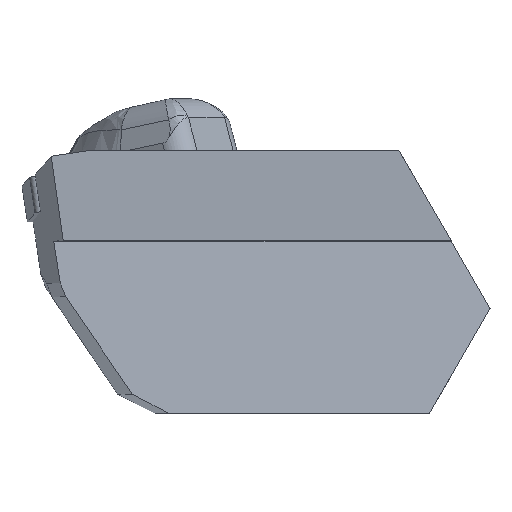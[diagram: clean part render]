
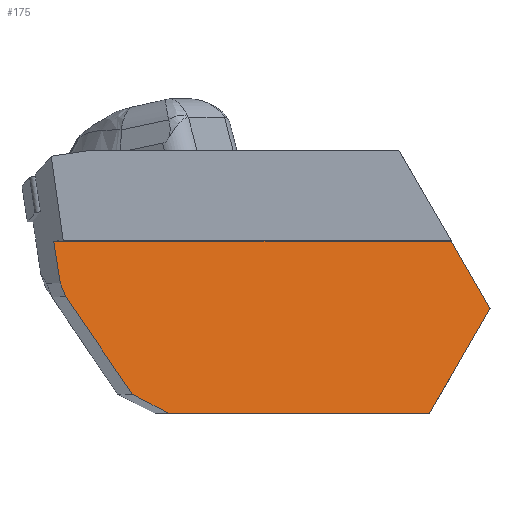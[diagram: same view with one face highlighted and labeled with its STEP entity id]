
A CAD part, top view. The second image highlights one B-rep face of the part: STEP entity #175.
In plain terms, the highlighted planar face has unit normal (0, 0.139, 0.99).
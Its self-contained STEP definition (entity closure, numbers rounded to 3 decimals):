
#175=ADVANCED_FACE('',(#284),#240,.T.);
#240=PLANE('',#1429);
#284=FACE_OUTER_BOUND('',#345,.T.);
#345=EDGE_LOOP('',(#508,#509,#510,#511,#512,#513,#514,#515));
#508=ORIENTED_EDGE('',*,*,#994,.F.);
#509=ORIENTED_EDGE('',*,*,#995,.T.);
#510=ORIENTED_EDGE('',*,*,#993,.T.);
#511=ORIENTED_EDGE('',*,*,#996,.T.);
#512=ORIENTED_EDGE('',*,*,#997,.T.);
#513=ORIENTED_EDGE('',*,*,#998,.T.);
#514=ORIENTED_EDGE('',*,*,#954,.T.);
#515=ORIENTED_EDGE('',*,*,#999,.T.);
#830=VERTEX_POINT('',#1869);
#831=VERTEX_POINT('',#1871);
#858=VERTEX_POINT('',#1944);
#861=VERTEX_POINT('',#1949);
#862=VERTEX_POINT('',#1953);
#863=VERTEX_POINT('',#1954);
#864=VERTEX_POINT('',#1957);
#865=VERTEX_POINT('',#1959);
#954=EDGE_CURVE('',#831,#830,#1137,.T.);
#993=EDGE_CURVE('',#858,#861,#1168,.T.);
#994=EDGE_CURVE('',#862,#863,#1169,.T.);
#995=EDGE_CURVE('',#862,#858,#1170,.T.);
#996=EDGE_CURVE('',#861,#864,#1171,.T.);
#997=EDGE_CURVE('',#864,#865,#1172,.T.);
#998=EDGE_CURVE('',#865,#831,#1173,.T.);
#999=EDGE_CURVE('',#830,#863,#1174,.T.);
#1137=LINE('',#1870,#1249);
#1168=LINE('',#1950,#1280);
#1169=LINE('',#1952,#1281);
#1170=LINE('',#1955,#1282);
#1171=LINE('',#1956,#1283);
#1172=LINE('',#1958,#1284);
#1173=LINE('',#1960,#1285);
#1174=LINE('',#1961,#1286);
#1249=VECTOR('',#1535,1.);
#1280=VECTOR('',#1594,1.);
#1281=VECTOR('',#1597,1.);
#1282=VECTOR('',#1598,1.);
#1283=VECTOR('',#1599,1.);
#1284=VECTOR('',#1600,1.);
#1285=VECTOR('',#1601,1.);
#1286=VECTOR('',#1602,1.);
#1429=AXIS2_PLACEMENT_3D('',#1962,#1603,#1604);
#1535=DIRECTION('',(0.153,-0.979,0.138));
#1594=DIRECTION('',(1.,0.,0.));
#1597=DIRECTION('',(-0.561,0.82,-0.115));
#1598=DIRECTION('',(0.882,-0.466,0.066));
#1599=DIRECTION('',(0.496,0.86,-0.121));
#1600=DIRECTION('',(-0.496,0.86,-0.121));
#1601=DIRECTION('',(-1.,0.,0.));
#1602=DIRECTION('',(0.366,-0.921,0.13));
#1603=DIRECTION('',(0.,0.139,0.99));
#1604=DIRECTION('',(0.,-0.99,0.139));
#1869=CARTESIAN_POINT('',(-54.708,-12.72,0.776));
#1870=CARTESIAN_POINT('',(-54.961,-11.095,0.547));
#1871=CARTESIAN_POINT('',(-55.569,-7.2,0.));
#1944=CARTESIAN_POINT('',(-40.449,-29.9,3.19));
#1949=CARTESIAN_POINT('',(-6.037,-29.9,3.19));
#1950=CARTESIAN_POINT('',(-29.513,-29.9,3.19));
#1952=CARTESIAN_POINT('',(-49.719,-20.769,1.907));
#1953=CARTESIAN_POINT('',(-45.175,-27.403,2.839));
#1954=CARTESIAN_POINT('',(-53.983,-14.542,1.032));
#1955=CARTESIAN_POINT('',(-46.992,-26.444,2.705));
#1956=CARTESIAN_POINT('',(-4.365,-27.003,2.783));
#1957=CARTESIAN_POINT('',(1.963,-16.044,1.243));
#1958=CARTESIAN_POINT('',(-9.639,4.052,-1.581));
#1959=CARTESIAN_POINT('',(-3.143,-7.2,0.));
#1960=CARTESIAN_POINT('',(-60.5,-7.2,0.));
#1961=CARTESIAN_POINT('',(-54.618,-12.946,0.808));
#1962=CARTESIAN_POINT('',(-29.513,-7.2,0.));
